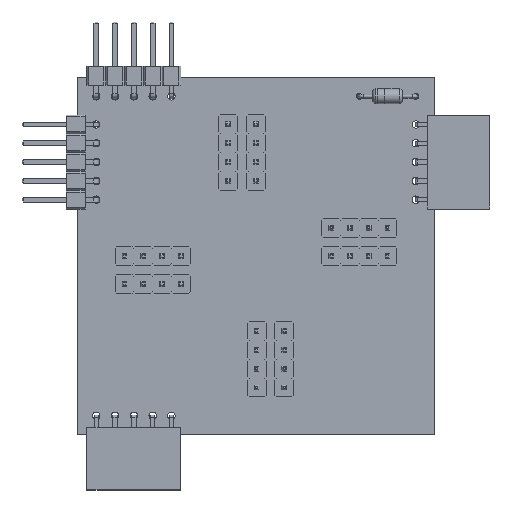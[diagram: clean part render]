
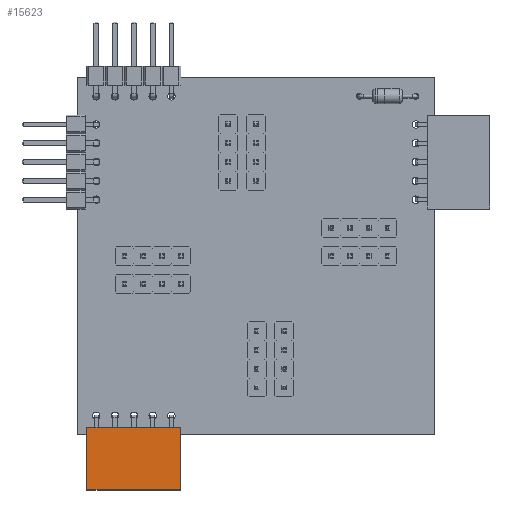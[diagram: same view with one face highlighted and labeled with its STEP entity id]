
A CAD part, top view. The second image highlights one B-rep face of the part: STEP entity #15623.
In plain terms, the highlighted planar face has unit normal (0, 0, 1).
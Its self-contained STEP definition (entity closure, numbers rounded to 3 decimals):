
#15623 = ADVANCED_FACE('',(#15624),#15638,.F.);
#15624 = FACE_BOUND('',#15625,.F.);
#15625 = EDGE_LOOP('',(#15626,#15661,#15689,#15717));
#15626 = ORIENTED_EDGE('',*,*,#15627,.T.);
#15627 = EDGE_CURVE('',#15628,#15630,#15632,.T.);
#15628 = VERTEX_POINT('',#15629);
#15629 = CARTESIAN_POINT('',(-1.52,-11.43,2.54));
#15630 = VERTEX_POINT('',#15631);
#15631 = CARTESIAN_POINT('',(-10.03,-11.43,2.54));
#15632 = SURFACE_CURVE('',#15633,(#15637,#15649),.PCURVE_S1.);
#15633 = LINE('',#15634,#15635);
#15634 = CARTESIAN_POINT('',(-1.52,-11.43,2.54));
#15635 = VECTOR('',#15636,1.);
#15636 = DIRECTION('',(-1.,0.,0.));
#15637 = PCURVE('',#15638,#15643);
#15638 = PLANE('',#15639);
#15639 = AXIS2_PLACEMENT_3D('',#15640,#15641,#15642);
#15640 = CARTESIAN_POINT('',(-1.52,-11.43,2.54));
#15641 = DIRECTION('',(0.,0.,-1.));
#15642 = DIRECTION('',(0.,1.,0.));
#15643 = DEFINITIONAL_REPRESENTATION('',(#15644),#15648);
#15644 = LINE('',#15645,#15646);
#15645 = CARTESIAN_POINT('',(0.,0.));
#15646 = VECTOR('',#15647,1.);
#15647 = DIRECTION('',(0.,-1.));
#15648 = ( GEOMETRIC_REPRESENTATION_CONTEXT(2) 
PARAMETRIC_REPRESENTATION_CONTEXT() REPRESENTATION_CONTEXT('2D SPACE',''
  ) );
#15649 = PCURVE('',#15650,#15655);
#15650 = PLANE('',#15651);
#15651 = AXIS2_PLACEMENT_3D('',#15652,#15653,#15654);
#15652 = CARTESIAN_POINT('',(-1.52,-11.43,0.));
#15653 = DIRECTION('',(0.,1.,0.));
#15654 = DIRECTION('',(0.,0.,1.));
#15655 = DEFINITIONAL_REPRESENTATION('',(#15656),#15660);
#15656 = LINE('',#15657,#15658);
#15657 = CARTESIAN_POINT('',(2.54,0.));
#15658 = VECTOR('',#15659,1.);
#15659 = DIRECTION('',(0.,-1.));
#15660 = ( GEOMETRIC_REPRESENTATION_CONTEXT(2) 
PARAMETRIC_REPRESENTATION_CONTEXT() REPRESENTATION_CONTEXT('2D SPACE',''
  ) );
#15661 = ORIENTED_EDGE('',*,*,#15662,.T.);
#15662 = EDGE_CURVE('',#15630,#15663,#15665,.T.);
#15663 = VERTEX_POINT('',#15664);
#15664 = CARTESIAN_POINT('',(-10.03,1.27,2.54));
#15665 = SURFACE_CURVE('',#15666,(#15670,#15677),.PCURVE_S1.);
#15666 = LINE('',#15667,#15668);
#15667 = CARTESIAN_POINT('',(-10.03,-11.43,2.54));
#15668 = VECTOR('',#15669,1.);
#15669 = DIRECTION('',(0.,1.,0.));
#15670 = PCURVE('',#15638,#15671);
#15671 = DEFINITIONAL_REPRESENTATION('',(#15672),#15676);
#15672 = LINE('',#15673,#15674);
#15673 = CARTESIAN_POINT('',(0.,-8.51));
#15674 = VECTOR('',#15675,1.);
#15675 = DIRECTION('',(1.,0.));
#15676 = ( GEOMETRIC_REPRESENTATION_CONTEXT(2) 
PARAMETRIC_REPRESENTATION_CONTEXT() REPRESENTATION_CONTEXT('2D SPACE',''
  ) );
#15677 = PCURVE('',#15678,#15683);
#15678 = PLANE('',#15679);
#15679 = AXIS2_PLACEMENT_3D('',#15680,#15681,#15682);
#15680 = CARTESIAN_POINT('',(-10.03,-11.43,2.54));
#15681 = DIRECTION('',(1.,0.,0.));
#15682 = DIRECTION('',(0.,-1.,0.));
#15683 = DEFINITIONAL_REPRESENTATION('',(#15684),#15688);
#15684 = LINE('',#15685,#15686);
#15685 = CARTESIAN_POINT('',(0.,-0.));
#15686 = VECTOR('',#15687,1.);
#15687 = DIRECTION('',(-1.,0.));
#15688 = ( GEOMETRIC_REPRESENTATION_CONTEXT(2) 
PARAMETRIC_REPRESENTATION_CONTEXT() REPRESENTATION_CONTEXT('2D SPACE',''
  ) );
#15689 = ORIENTED_EDGE('',*,*,#15690,.F.);
#15690 = EDGE_CURVE('',#15691,#15663,#15693,.T.);
#15691 = VERTEX_POINT('',#15692);
#15692 = CARTESIAN_POINT('',(-1.52,1.27,2.54));
#15693 = SURFACE_CURVE('',#15694,(#15698,#15705),.PCURVE_S1.);
#15694 = LINE('',#15695,#15696);
#15695 = CARTESIAN_POINT('',(-1.52,1.27,2.54));
#15696 = VECTOR('',#15697,1.);
#15697 = DIRECTION('',(-1.,0.,0.));
#15698 = PCURVE('',#15638,#15699);
#15699 = DEFINITIONAL_REPRESENTATION('',(#15700),#15704);
#15700 = LINE('',#15701,#15702);
#15701 = CARTESIAN_POINT('',(12.7,0.));
#15702 = VECTOR('',#15703,1.);
#15703 = DIRECTION('',(0.,-1.));
#15704 = ( GEOMETRIC_REPRESENTATION_CONTEXT(2) 
PARAMETRIC_REPRESENTATION_CONTEXT() REPRESENTATION_CONTEXT('2D SPACE',''
  ) );
#15705 = PCURVE('',#15706,#15711);
#15706 = PLANE('',#15707);
#15707 = AXIS2_PLACEMENT_3D('',#15708,#15709,#15710);
#15708 = CARTESIAN_POINT('',(-1.52,1.27,2.54));
#15709 = DIRECTION('',(0.,-1.,0.));
#15710 = DIRECTION('',(0.,0.,-1.));
#15711 = DEFINITIONAL_REPRESENTATION('',(#15712),#15716);
#15712 = LINE('',#15713,#15714);
#15713 = CARTESIAN_POINT('',(-0.,0.));
#15714 = VECTOR('',#15715,1.);
#15715 = DIRECTION('',(0.,-1.));
#15716 = ( GEOMETRIC_REPRESENTATION_CONTEXT(2) 
PARAMETRIC_REPRESENTATION_CONTEXT() REPRESENTATION_CONTEXT('2D SPACE',''
  ) );
#15717 = ORIENTED_EDGE('',*,*,#15718,.F.);
#15718 = EDGE_CURVE('',#15628,#15691,#15719,.T.);
#15719 = SURFACE_CURVE('',#15720,(#15724,#15731),.PCURVE_S1.);
#15720 = LINE('',#15721,#15722);
#15721 = CARTESIAN_POINT('',(-1.52,-11.43,2.54));
#15722 = VECTOR('',#15723,1.);
#15723 = DIRECTION('',(0.,1.,0.));
#15724 = PCURVE('',#15638,#15725);
#15725 = DEFINITIONAL_REPRESENTATION('',(#15726),#15730);
#15726 = LINE('',#15727,#15728);
#15727 = CARTESIAN_POINT('',(0.,0.));
#15728 = VECTOR('',#15729,1.);
#15729 = DIRECTION('',(1.,0.));
#15730 = ( GEOMETRIC_REPRESENTATION_CONTEXT(2) 
PARAMETRIC_REPRESENTATION_CONTEXT() REPRESENTATION_CONTEXT('2D SPACE',''
  ) );
#15731 = PCURVE('',#15732,#15737);
#15732 = PLANE('',#15733);
#15733 = AXIS2_PLACEMENT_3D('',#15734,#15735,#15736);
#15734 = CARTESIAN_POINT('',(-1.52,-11.43,2.54));
#15735 = DIRECTION('',(1.,0.,0.));
#15736 = DIRECTION('',(0.,-1.,0.));
#15737 = DEFINITIONAL_REPRESENTATION('',(#15738),#15742);
#15738 = LINE('',#15739,#15740);
#15739 = CARTESIAN_POINT('',(0.,-0.));
#15740 = VECTOR('',#15741,1.);
#15741 = DIRECTION('',(-1.,0.));
#15742 = ( GEOMETRIC_REPRESENTATION_CONTEXT(2) 
PARAMETRIC_REPRESENTATION_CONTEXT() REPRESENTATION_CONTEXT('2D SPACE',''
  ) );
